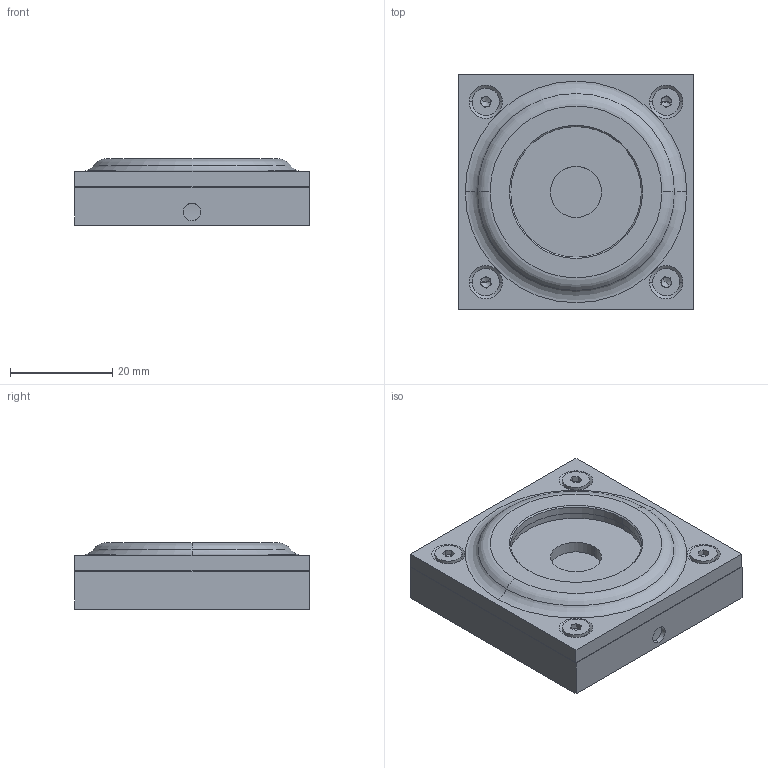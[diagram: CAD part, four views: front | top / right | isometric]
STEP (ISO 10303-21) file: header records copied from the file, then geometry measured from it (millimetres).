
FILE_DESCRIPTION (( 'STEP AP214' ), '1' );
FILE_NAME ('SK-9683 UP10P-2S-H5-L.STEP', '2017-11-02T19:54:58', ( '' ), ( '' ), 'SwSTEP 2.0', 'SolidWorks 2016', '' );
FILE_SCHEMA (( 'AUTOMOTIVE_DESIGN' ));
Length unit declared in the file: millimetre
Products named in the file (1): SK-9683 UP10P-2S-H5-L
Bounding box: 46 x 46 x 13 mm (x, y, z)
Volume: 22970.6 mm3; surface area: 10961 mm2
Topology: 1 solids, 1 shells, 175 faces, 408 edges, 248 vertices
Faces by surface type: plane 73, cylinder 48, cone 42, torus 12
Entity records: 6957 total; most frequent: DIRECTION 936, CARTESIAN_POINT 924, ORIENTED_EDGE 800, EDGE_CURVE 400, AXIS2_PLACEMENT_3D 364, VERTEX_POINT 248, LINE 208, VECTOR 208
